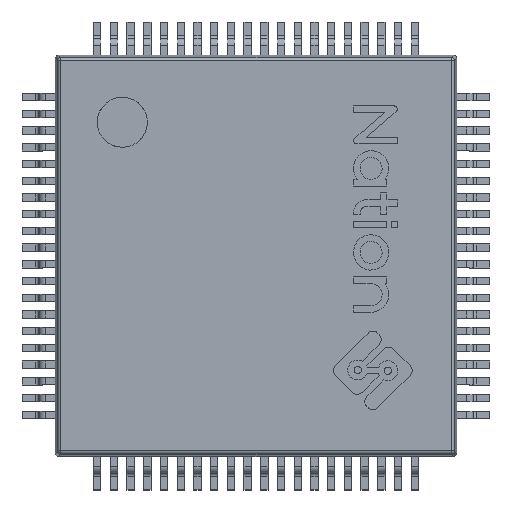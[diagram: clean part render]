
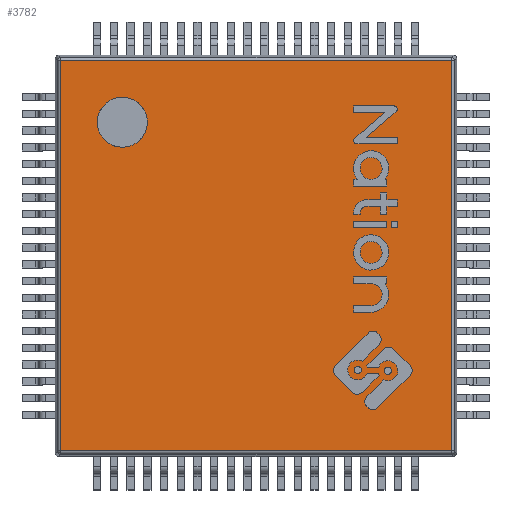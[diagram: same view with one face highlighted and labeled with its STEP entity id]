
A CAD part, top view. The second image highlights one B-rep face of the part: STEP entity #3782.
In plain terms, the highlighted planar face has unit normal (0, 0, 1).
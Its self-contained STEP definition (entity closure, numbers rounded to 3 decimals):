
#40 = VECTOR ( 'NONE', #5696, 1000. ) ;
#75 = LINE ( 'NONE', #3570, #9389 ) ;
#352 = EDGE_LOOP ( 'NONE', ( #7794, #5059 ) ) ;
#1165 = EDGE_CURVE ( 'NONE', #9041, #5953, #8919, .T. ) ;
#1574 = CIRCLE ( 'NONE', #6450, 0.75 ) ;
#1624 = VECTOR ( 'NONE', #7359, 1000. ) ;
#1865 = DIRECTION ( 'NONE',  ( 1., 0., 0. ) ) ;
#2492 = DIRECTION ( 'NONE',  ( 1., 0., 0. ) ) ;
#2730 = DIRECTION ( 'NONE',  ( -1., 0., 0. ) ) ;
#2904 = LINE ( 'NONE', #6470, #40 ) ;
#3281 = VERTEX_POINT ( 'NONE', #10207 ) ;
#3291 = DIRECTION ( 'NONE',  ( 0., 0., -1. ) ) ;
#3318 = CARTESIAN_POINT ( 'NONE',  ( 11.834, 0.076, 1.6 ) ) ;
#3380 = DIRECTION ( 'NONE',  ( 0., 0., 1. ) ) ;
#3493 = EDGE_LOOP ( 'NONE', ( #6332, #4096, #8664, #4084 ) ) ;
#3566 = VECTOR ( 'NONE', #1865, 1000. ) ;
#3570 = CARTESIAN_POINT ( 'NONE',  ( 0.076, 0.166, 1.6 ) ) ;
#3782 = ADVANCED_FACE ( 'NONE', ( #9893, #6165 ), #9016, .T. ) ;
#3968 = CARTESIAN_POINT ( 'NONE',  ( 0.166, 11.834, 1.6 ) ) ;
#4009 = DIRECTION ( 'NONE',  ( 1., 0., 0. ) ) ;
#4084 = ORIENTED_EDGE ( 'NONE', *, *, #7312, .F. ) ;
#4096 = ORIENTED_EDGE ( 'NONE', *, *, #1165, .F. ) ;
#4128 = VERTEX_POINT ( 'NONE', #10188 ) ;
#4200 = EDGE_CURVE ( 'NONE', #3281, #4128, #9140, .T. ) ;
#4213 = EDGE_CURVE ( 'NONE', #9782, #9041, #2904, .T. ) ;
#4994 = LINE ( 'NONE', #3318, #1624 ) ;
#5059 = ORIENTED_EDGE ( 'NONE', *, *, #7971, .T. ) ;
#5280 = CARTESIAN_POINT ( 'NONE',  ( 11.834, 0.166, 1.6 ) ) ;
#5563 = VERTEX_POINT ( 'NONE', #5280 ) ;
#5696 = DIRECTION ( 'NONE',  ( 0., 1., 0. ) ) ;
#5760 = CARTESIAN_POINT ( 'NONE',  ( 2., 10., 1.6 ) ) ;
#5842 = EDGE_CURVE ( 'NONE', #5953, #5563, #4994, .T. ) ;
#5872 = AXIS2_PLACEMENT_3D ( 'NONE', #7258, #3291, #4009 ) ;
#5953 = VERTEX_POINT ( 'NONE', #8206 ) ;
#6165 = FACE_OUTER_BOUND ( 'NONE', #3493, .T. ) ;
#6332 = ORIENTED_EDGE ( 'NONE', *, *, #5842, .F. ) ;
#6450 = AXIS2_PLACEMENT_3D ( 'NONE', #5760, #9744, #8198 ) ;
#6470 = CARTESIAN_POINT ( 'NONE',  ( 0.166, 0.076, 1.6 ) ) ;
#7258 = CARTESIAN_POINT ( 'NONE',  ( 2., 10., 1.6 ) ) ;
#7312 = EDGE_CURVE ( 'NONE', #5563, #9782, #75, .T. ) ;
#7359 = DIRECTION ( 'NONE',  ( 0., -1., 0. ) ) ;
#7605 = AXIS2_PLACEMENT_3D ( 'NONE', #9817, #3380, #2492 ) ;
#7794 = ORIENTED_EDGE ( 'NONE', *, *, #4200, .T. ) ;
#7971 = EDGE_CURVE ( 'NONE', #4128, #3281, #1574, .T. ) ;
#8161 = CARTESIAN_POINT ( 'NONE',  ( 0.076, 11.834, 1.6 ) ) ;
#8198 = DIRECTION ( 'NONE',  ( 1., 0., 0. ) ) ;
#8206 = CARTESIAN_POINT ( 'NONE',  ( 11.834, 11.834, 1.6 ) ) ;
#8664 = ORIENTED_EDGE ( 'NONE', *, *, #4213, .F. ) ;
#8919 = LINE ( 'NONE', #8161, #3566 ) ;
#9016 = PLANE ( 'NONE',  #7605 ) ;
#9041 = VERTEX_POINT ( 'NONE', #3968 ) ;
#9140 = CIRCLE ( 'NONE', #5872, 0.75 ) ;
#9389 = VECTOR ( 'NONE', #2730, 1000. ) ;
#9744 = DIRECTION ( 'NONE',  ( 0., 0., -1. ) ) ;
#9782 = VERTEX_POINT ( 'NONE', #9942 ) ;
#9817 = CARTESIAN_POINT ( 'NONE',  ( 0., 0., 1.6 ) ) ;
#9893 = FACE_BOUND ( 'NONE', #352, .T. ) ;
#9942 = CARTESIAN_POINT ( 'NONE',  ( 0.166, 0.166, 1.6 ) ) ;
#10188 = CARTESIAN_POINT ( 'NONE',  ( 1.25, 10., 1.6 ) ) ;
#10207 = CARTESIAN_POINT ( 'NONE',  ( 2.75, 10., 1.6 ) ) ;
